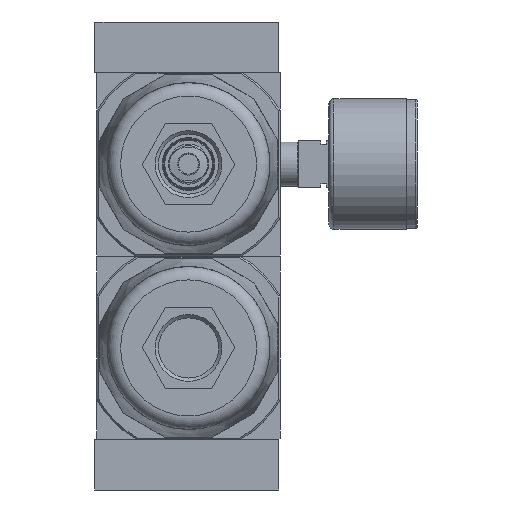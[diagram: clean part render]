
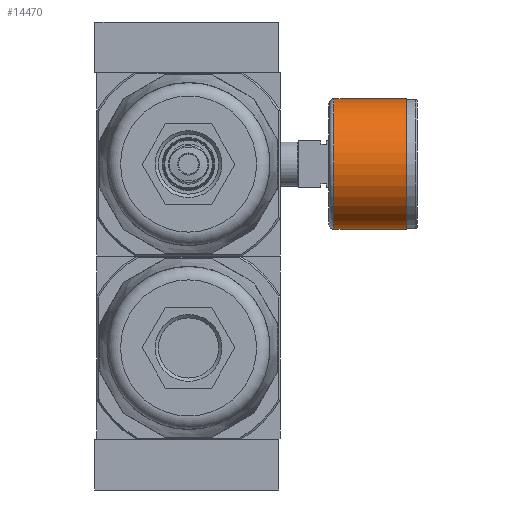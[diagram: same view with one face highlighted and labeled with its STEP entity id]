
A CAD part, front view. The second image highlights one B-rep face of the part: STEP entity #14470.
In plain terms, the highlighted cylindrical face has radius 19.5 mm (diameter 39 mm), a full revolution.
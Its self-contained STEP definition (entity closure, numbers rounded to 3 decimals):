
#760=CYLINDRICAL_SURFACE('',#20678,19.5);
#1378=CIRCLE('',#20677,19.5);
#1379=CIRCLE('',#20679,19.5);
#3870=ORIENTED_EDGE('',*,*,#6990,.F.);
#3871=ORIENTED_EDGE('',*,*,#6991,.T.);
#6990=EDGE_CURVE('',#8752,#8752,#1378,.T.);
#6991=EDGE_CURVE('',#8753,#8753,#1379,.T.);
#8752=VERTEX_POINT('',#28821);
#8753=VERTEX_POINT('',#28824);
#11815=EDGE_LOOP('',(#3870));
#11816=EDGE_LOOP('',(#3871));
#12977=FACE_BOUND('',#11815,.T.);
#12978=FACE_BOUND('',#11816,.T.);
#14470=ADVANCED_FACE('',(#12977,#12978),#760,.T.);
#20677=AXIS2_PLACEMENT_3D('',#28820,#23620,#23621);
#20678=AXIS2_PLACEMENT_3D('',#28822,#23622,#23623);
#20679=AXIS2_PLACEMENT_3D('',#28823,#23624,#23625);
#23620=DIRECTION('',(1.,0.,0.));
#23621=DIRECTION('',(0.,0.,-1.));
#23622=DIRECTION('',(1.,0.,0.));
#23623=DIRECTION('',(0.,0.,-1.));
#23624=DIRECTION('',(1.,0.,0.));
#23625=DIRECTION('',(0.,0.,-1.));
#28820=CARTESIAN_POINT('',(-3.2,0.,0.));
#28821=CARTESIAN_POINT('',(-3.2,0.,-19.5));
#28822=CARTESIAN_POINT('',(0.,0.,0.));
#28823=CARTESIAN_POINT('',(-24.85,0.,0.));
#28824=CARTESIAN_POINT('',(-24.85,0.,-19.5));
